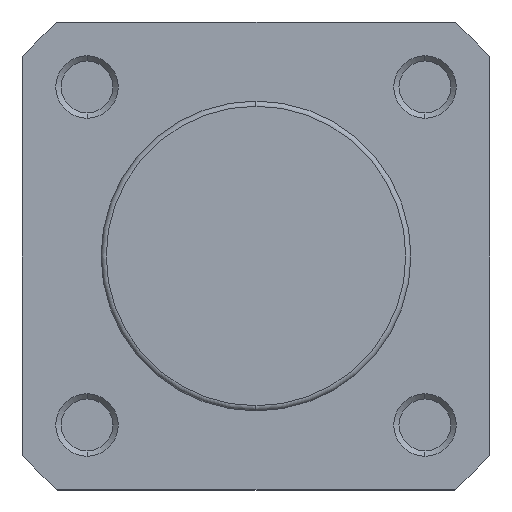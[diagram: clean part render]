
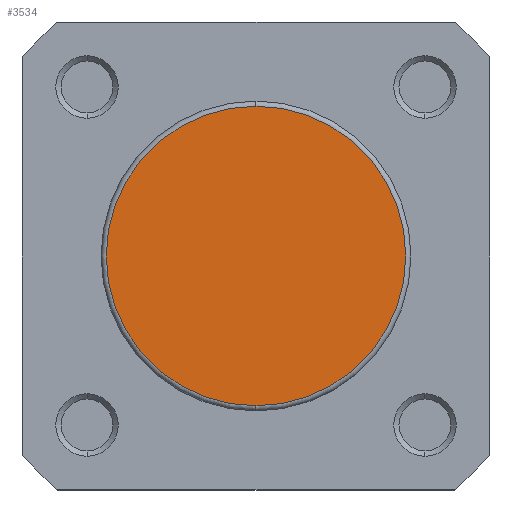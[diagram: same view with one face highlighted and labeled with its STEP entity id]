
A CAD part, left-side view. The second image highlights one B-rep face of the part: STEP entity #3534.
In plain terms, the highlighted planar face has unit normal (-1, 0, 0).
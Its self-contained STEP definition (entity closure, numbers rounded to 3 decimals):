
#497 = EDGE_LOOP ( 'NONE', ( #3480, #3477 ) ) ;
#1000 = VERTEX_POINT ( 'NONE', #1417 ) ;
#1001 = VERTEX_POINT ( 'NONE', #1258 ) ;
#1258 = CARTESIAN_POINT ( 'NONE',  ( 0., 0., 14.4 ) ) ;
#1417 = CARTESIAN_POINT ( 'NONE',  ( 0., 0., -14.4 ) ) ;
#1818 = EDGE_CURVE ( 'NONE', #1001, #1000, #4960, .T. ) ;
#1859 = EDGE_CURVE ( 'NONE', #1000, #1001, #5024, .T. ) ;
#2020 = FACE_OUTER_BOUND ( 'NONE', #497, .T. ) ;
#3477 = ORIENTED_EDGE ( 'NONE', *, *, #1859, .T. ) ;
#3480 = ORIENTED_EDGE ( 'NONE', *, *, #1818, .T. ) ;
#3534 = ADVANCED_FACE ( 'NONE', ( #2020 ), #5310, .T. ) ;
#3690 = AXIS2_PLACEMENT_3D ( 'NONE', #5706, #5704, #5703 ) ;
#3706 = AXIS2_PLACEMENT_3D ( 'NONE', #5589, #5578, #5577 ) ;
#3770 = AXIS2_PLACEMENT_3D ( 'NONE', #5311, #5309, #5308 ) ;
#4960 = CIRCLE ( 'NONE', #3690, 14.4 ) ;
#5024 = CIRCLE ( 'NONE', #3706, 14.4 ) ;
#5308 = DIRECTION ( 'NONE',  ( 0., 0., 1. ) ) ;
#5309 = DIRECTION ( 'NONE',  ( -1., 0., 0. ) ) ;
#5310 = PLANE ( 'NONE',  #3770 ) ;
#5311 = CARTESIAN_POINT ( 'NONE',  ( 0., -14.9, 0. ) ) ;
#5577 = DIRECTION ( 'NONE',  ( 0., 0., 1. ) ) ;
#5578 = DIRECTION ( 'NONE',  ( -1., 0., 0. ) ) ;
#5589 = CARTESIAN_POINT ( 'NONE',  ( 0., 0., 0. ) ) ;
#5703 = DIRECTION ( 'NONE',  ( 0., 0., 1. ) ) ;
#5704 = DIRECTION ( 'NONE',  ( -1., 0., 0. ) ) ;
#5706 = CARTESIAN_POINT ( 'NONE',  ( 0., 0., 0. ) ) ;
